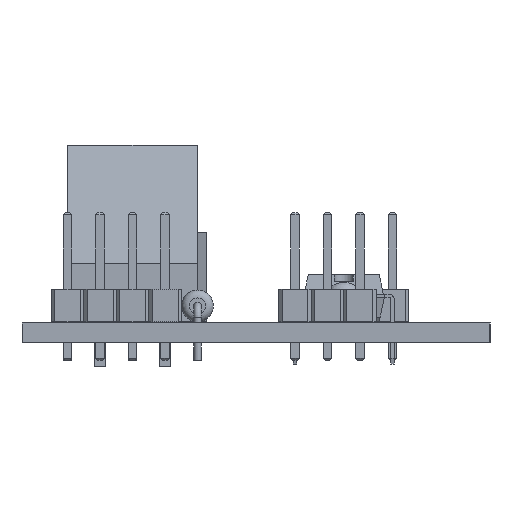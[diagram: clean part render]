
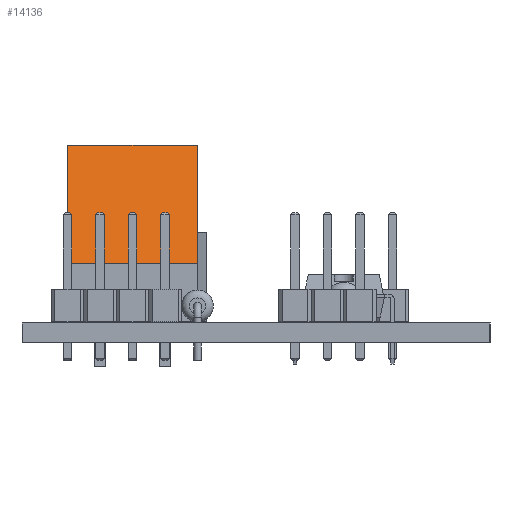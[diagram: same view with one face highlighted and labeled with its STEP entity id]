
A CAD part, left-side view. The second image highlights one B-rep face of the part: STEP entity #14136.
In plain terms, the highlighted face is planar.
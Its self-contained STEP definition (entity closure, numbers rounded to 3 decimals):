
#14034 = VERTEX_POINT('',#14035);
#14035 = CARTESIAN_POINT('',(-2.54,5.2,4.57));
#14041 = EDGE_CURVE('',#14042,#14034,#14044,.T.);
#14042 = VERTEX_POINT('',#14043);
#14043 = CARTESIAN_POINT('',(-2.54,2.2,13.8));
#14044 = LINE('',#14045,#14046);
#14045 = CARTESIAN_POINT('',(-2.54,2.2,13.8));
#14046 = VECTOR('',#14047,1.);
#14047 = DIRECTION('',(0.,0.309,-0.951));
#14095 = EDGE_CURVE('',#14042,#14096,#14098,.T.);
#14096 = VERTEX_POINT('',#14097);
#14097 = CARTESIAN_POINT('',(7.62,2.2,13.8));
#14098 = LINE('',#14099,#14100);
#14099 = CARTESIAN_POINT('',(-2.54,2.2,13.8));
#14100 = VECTOR('',#14101,1.);
#14101 = DIRECTION('',(1.,0.,0.));
#14136 = ADVANCED_FACE('',(#14137),#14155,.T.);
#14137 = FACE_BOUND('',#14138,.T.);
#14138 = EDGE_LOOP('',(#14139,#14140,#14148,#14154));
#14139 = ORIENTED_EDGE('',*,*,#14095,.T.);
#14140 = ORIENTED_EDGE('',*,*,#14141,.T.);
#14141 = EDGE_CURVE('',#14096,#14142,#14144,.T.);
#14142 = VERTEX_POINT('',#14143);
#14143 = CARTESIAN_POINT('',(7.62,5.2,4.57));
#14144 = LINE('',#14145,#14146);
#14145 = CARTESIAN_POINT('',(7.62,2.2,13.8));
#14146 = VECTOR('',#14147,1.);
#14147 = DIRECTION('',(0.,0.309,-0.951));
#14148 = ORIENTED_EDGE('',*,*,#14149,.F.);
#14149 = EDGE_CURVE('',#14034,#14142,#14150,.T.);
#14150 = LINE('',#14151,#14152);
#14151 = CARTESIAN_POINT('',(-2.54,5.2,4.57));
#14152 = VECTOR('',#14153,1.);
#14153 = DIRECTION('',(1.,0.,0.));
#14154 = ORIENTED_EDGE('',*,*,#14041,.F.);
#14155 = PLANE('',#14156);
#14156 = AXIS2_PLACEMENT_3D('',#14157,#14158,#14159);
#14157 = CARTESIAN_POINT('',(-2.54,2.2,13.8));
#14158 = DIRECTION('',(0.,0.951,0.309));
#14159 = DIRECTION('',(0.,0.309,-0.951));
